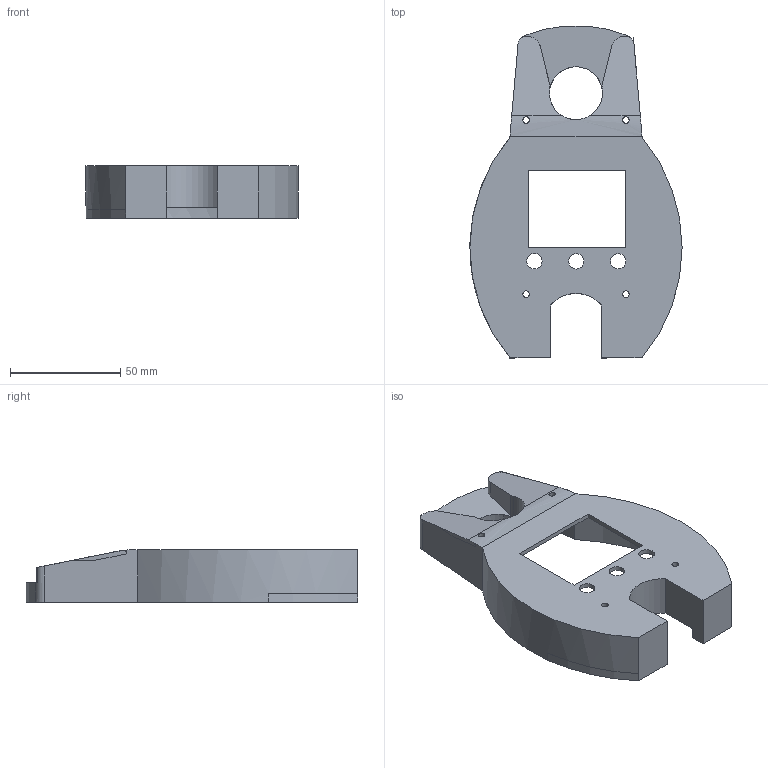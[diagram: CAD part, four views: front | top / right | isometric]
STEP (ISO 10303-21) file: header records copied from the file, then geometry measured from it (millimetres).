
FILE_DESCRIPTION(/* description */ (''),/* implementation_level */ '2;1');
FILE_NAME(/* name */ 'Front.step',/* time_stamp */ '2023-12-13T19:55:03+03:00',/* author */ ('User'),/* organization */ (''),/* preprocessor_version */ 'ST-DEVELOPER v19',/* originating_system */ 'Autodesk Inventor 2023',/* authorisation */ '');
FILE_SCHEMA (('AUTOMOTIVE_DESIGN { 1 0 10303 214 3 1 1 }'));
Length unit declared in the file: millimetre
Products named in the file (1): Back
Bounding box: 96.27 x 150.57 x 24 mm (x, y, z)
Volume: 38030.1 mm3; surface area: 40426.5 mm2
Topology: 1 solids, 1 shells, 88 faces, 258 edges, 171 vertices
Faces by surface type: plane 53, cylinder 35
Full cylindrical faces by diameter (mm): 3 x4, 6 x4, 7 x3, 24 x1, 26 x1
Entity records: 3098 total; most frequent: CARTESIAN_POINT 595, DIRECTION 521, ORIENTED_EDGE 516, EDGE_CURVE 258, AXIS2_PLACEMENT_3D 179, VERTEX_POINT 171, LINE 163, VECTOR 163
